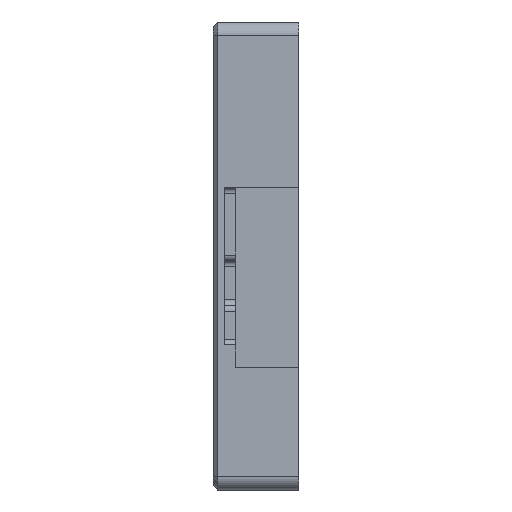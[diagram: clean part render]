
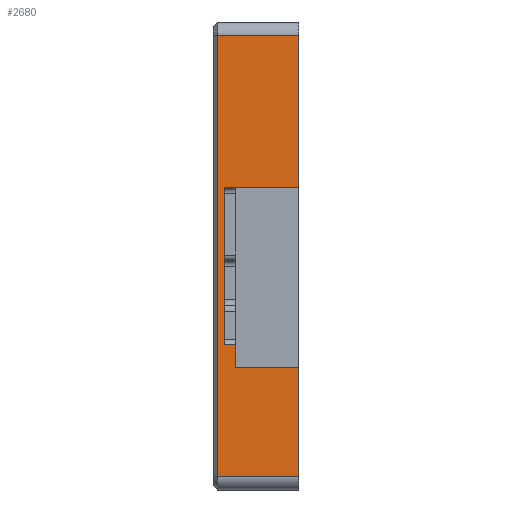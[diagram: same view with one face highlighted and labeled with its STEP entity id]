
A CAD part, left-side view. The second image highlights one B-rep face of the part: STEP entity #2680.
In plain terms, the highlighted planar face has unit normal (-1, 0, 0).
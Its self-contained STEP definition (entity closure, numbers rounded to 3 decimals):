
#114=FACE_OUTER_BOUND('',#273,.T.);
#273=EDGE_LOOP('',(#1865,#1866,#1867,#1868,#1869,#1870,#1871,#1872,#1873,
#1874));
#567=LINE('',#3980,#846);
#606=LINE('',#4111,#885);
#613=LINE('',#4136,#892);
#614=LINE('',#4138,#893);
#615=LINE('',#4140,#894);
#616=LINE('',#4142,#895);
#617=LINE('',#4144,#896);
#618=LINE('',#4146,#897);
#619=LINE('',#4148,#898);
#620=LINE('',#4149,#899);
#846=VECTOR('',#3133,2.);
#885=VECTOR('',#3228,9.722);
#892=VECTOR('',#3249,5.62);
#893=VECTOR('',#3250,1.);
#894=VECTOR('',#3251,14.);
#895=VECTOR('',#3252,6.62);
#896=VECTOR('',#3253,13.55);
#897=VECTOR('',#3254,7.22);
#898=VECTOR('',#3255,39.272);
#899=VECTOR('',#3256,7.22);
#1125=VERTEX_POINT('',#3978);
#1126=VERTEX_POINT('',#3979);
#1189=VERTEX_POINT('',#4108);
#1190=VERTEX_POINT('',#4110);
#1202=VERTEX_POINT('',#4137);
#1203=VERTEX_POINT('',#4139);
#1204=VERTEX_POINT('',#4141);
#1205=VERTEX_POINT('',#4143);
#1206=VERTEX_POINT('',#4145);
#1207=VERTEX_POINT('',#4147);
#1379=EDGE_CURVE('',#1125,#1126,#567,.T.);
#1444=EDGE_CURVE('',#1189,#1190,#606,.T.);
#1457=EDGE_CURVE('',#1189,#1125,#613,.T.);
#1458=EDGE_CURVE('',#1126,#1202,#614,.T.);
#1459=EDGE_CURVE('',#1202,#1203,#615,.T.);
#1460=EDGE_CURVE('',#1203,#1204,#616,.T.);
#1461=EDGE_CURVE('',#1205,#1204,#617,.T.);
#1462=EDGE_CURVE('',#1206,#1205,#618,.T.);
#1463=EDGE_CURVE('',#1207,#1206,#619,.T.);
#1464=EDGE_CURVE('',#1190,#1207,#620,.T.);
#1865=ORIENTED_EDGE('',*,*,#1457,.T.);
#1866=ORIENTED_EDGE('',*,*,#1379,.T.);
#1867=ORIENTED_EDGE('',*,*,#1458,.T.);
#1868=ORIENTED_EDGE('',*,*,#1459,.T.);
#1869=ORIENTED_EDGE('',*,*,#1460,.T.);
#1870=ORIENTED_EDGE('',*,*,#1461,.F.);
#1871=ORIENTED_EDGE('',*,*,#1462,.F.);
#1872=ORIENTED_EDGE('',*,*,#1463,.F.);
#1873=ORIENTED_EDGE('',*,*,#1464,.F.);
#1874=ORIENTED_EDGE('',*,*,#1444,.F.);
#2603=PLANE('',#2881);
#2680=ADVANCED_FACE('',(#114),#2603,.T.);
#2881=AXIS2_PLACEMENT_3D('',#4135,#3247,#3248);
#3133=DIRECTION('',(0.,0.,1.));
#3228=DIRECTION('',(0.,0.,-1.));
#3247=DIRECTION('center_axis',(-1.,0.,0.));
#3248=DIRECTION('ref_axis',(0.,0.,1.));
#3249=DIRECTION('',(0.,1.,0.));
#3250=DIRECTION('',(0.,1.,0.));
#3251=DIRECTION('',(0.,0.,1.));
#3252=DIRECTION('',(0.,-1.,0.));
#3253=DIRECTION('',(0.,0.,-1.));
#3254=DIRECTION('',(0.,-1.,0.));
#3255=DIRECTION('',(0.,0.,1.));
#3256=DIRECTION('',(0.,1.,0.));
#3978=CARTESIAN_POINT('',(-41.681,-107.174,-182.458));
#3979=CARTESIAN_POINT('',(-41.681,-107.174,-180.458));
#3980=CARTESIAN_POINT('',(-41.681,-107.174,-182.458));
#4108=CARTESIAN_POINT('',(-41.681,-112.794,-182.458));
#4110=CARTESIAN_POINT('',(-41.681,-112.794,-192.18));
#4111=CARTESIAN_POINT('',(-41.681,-112.794,-182.458));
#4135=CARTESIAN_POINT('Origin',(-41.681,-112.174,-193.158));
#4136=CARTESIAN_POINT('',(-41.681,-112.794,-182.458));
#4137=CARTESIAN_POINT('',(-41.681,-106.174,-180.458));
#4138=CARTESIAN_POINT('',(-41.681,-107.174,-180.458));
#4139=CARTESIAN_POINT('',(-41.681,-106.174,-166.458));
#4140=CARTESIAN_POINT('',(-41.681,-106.174,-180.458));
#4141=CARTESIAN_POINT('',(-41.681,-112.794,-166.458));
#4142=CARTESIAN_POINT('',(-41.681,-106.174,-166.458));
#4143=CARTESIAN_POINT('',(-41.681,-112.794,-152.908));
#4144=CARTESIAN_POINT('',(-41.681,-112.794,-152.908));
#4145=CARTESIAN_POINT('',(-41.681,-105.574,-152.908));
#4146=CARTESIAN_POINT('',(-41.681,-105.574,-152.908));
#4147=CARTESIAN_POINT('',(-41.681,-105.574,-192.18));
#4148=CARTESIAN_POINT('',(-41.681,-105.574,-192.18));
#4149=CARTESIAN_POINT('',(-41.681,-112.794,-192.18));
